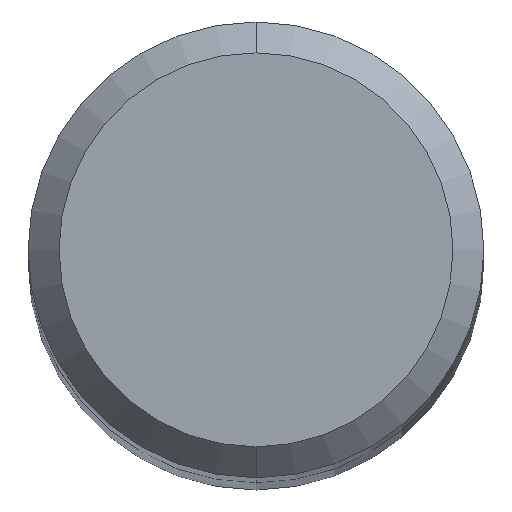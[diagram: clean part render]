
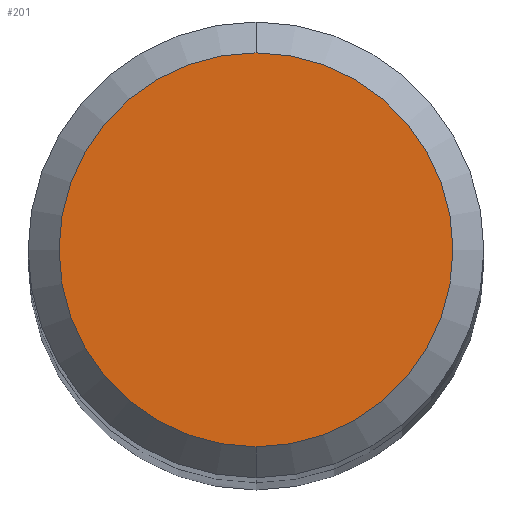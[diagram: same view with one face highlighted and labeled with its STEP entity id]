
A CAD part, top view. The second image highlights one B-rep face of the part: STEP entity #201.
In plain terms, the highlighted planar face has unit normal (0, 0, 1).
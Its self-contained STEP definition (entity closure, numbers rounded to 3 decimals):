
#199=EDGE_CURVE('',#261,#291,#465,.T.);
#201=ADVANCED_FACE('',(#467),#468,.T.);
#261=VERTEX_POINT('',#533);
#271=EDGE_CURVE('',#291,#261,#544,.T.);
#291=VERTEX_POINT('',#565);
#465=CIRCLE('',#815,2.55);
#467=FACE_OUTER_BOUND('',#817,.T.);
#468=PLANE('',#818);
#533=CARTESIAN_POINT('',(0.,-2.55,34.0));
#544=CIRCLE('',#1004,2.55);
#565=CARTESIAN_POINT('',(0.0,2.55,34.0));
#815=AXIS2_PLACEMENT_3D('',#1334,#1335,#1336);
#817=EDGE_LOOP('',(#1338,#1339));
#818=AXIS2_PLACEMENT_3D('',#1340,#1341,#1342);
#1004=AXIS2_PLACEMENT_3D('',#1428,#1429,#1430);
#1334=CARTESIAN_POINT('',(0.0,0.0,34.0));
#1335=DIRECTION('',(0.0,0.0,-1.0));
#1336=DIRECTION('',(0.0,1.0,0.0));
#1338=ORIENTED_EDGE('',*,*,#271,.F.);
#1339=ORIENTED_EDGE('',*,*,#199,.F.);
#1340=CARTESIAN_POINT('',(0.0,1.275,34.0));
#1341=DIRECTION('',(-0.0,0.0,1.0));
#1342=DIRECTION('',(0.0,-1.0,0.0));
#1428=CARTESIAN_POINT('',(0.0,0.0,34.0));
#1429=DIRECTION('',(0.0,0.0,-1.0));
#1430=DIRECTION('',(0.0,1.0,0.0));
